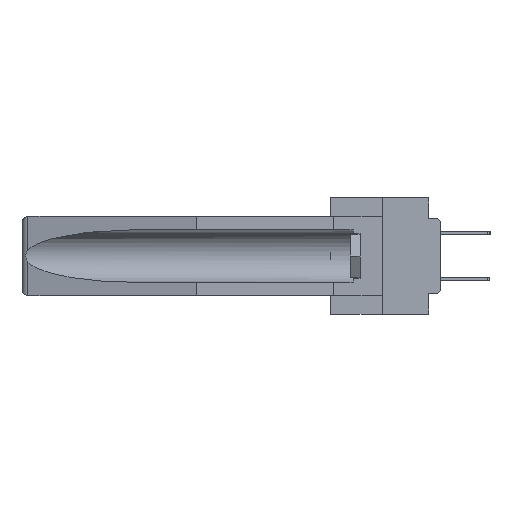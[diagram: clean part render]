
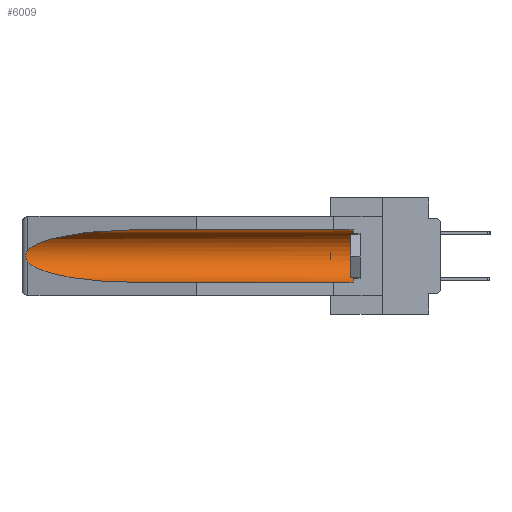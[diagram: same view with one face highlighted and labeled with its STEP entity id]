
A CAD part, left-side view. The second image highlights one B-rep face of the part: STEP entity #6009.
In plain terms, the highlighted cylindrical face has radius 2.857 mm (diameter 5.715 mm), a partial arc.
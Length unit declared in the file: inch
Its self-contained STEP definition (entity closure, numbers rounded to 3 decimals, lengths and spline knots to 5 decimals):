
#1161 = DIRECTION ( 'NONE',  ( 0., 0., 1. ) ) ;
#2099 = CARTESIAN_POINT ( 'NONE',  ( 0.155, 1.07973, -0.059 ) ) ;
#2271 = EDGE_CURVE ( 'NONE', #14000, #2987, #36157, .T. ) ;
#2407 = CARTESIAN_POINT ( 'NONE',  ( 0.155, 1.07973, -0.059 ) ) ;
#2987 = VERTEX_POINT ( 'NONE', #2407 ) ;
#3364 = CARTESIAN_POINT ( 'NONE',  ( 0.2673, 1.5327, -0.16383 ) ) ;
#3533 = CIRCLE ( 'NONE', #14911, 0.1125 ) ;
#3642 = CARTESIAN_POINT ( 'NONE',  ( 0.155, 0.126, -0.059 ) ) ;
#4845 = DIRECTION ( 'NONE',  ( 0., -1., 0. ) ) ;
#4856 = DIRECTION ( 'NONE',  ( 0., 1., 0. ) ) ;
#5166 = EDGE_CURVE ( 'NONE', #6474, #14000, #3533, .T. ) ;
#5290 = CARTESIAN_POINT ( 'NONE',  ( 0.21114, 1.30732, -0.284 ) ) ;
#6009 = ADVANCED_FACE ( 'NONE', ( #29784 ), #36512, .F. ) ;
#6474 = VERTEX_POINT ( 'NONE', #23689 ) ;
#9226 = CARTESIAN_POINT ( 'NONE',  ( 0.26537, 1.52718, -0.14972 ) ) ;
#9234 = CARTESIAN_POINT ( 'NONE',  ( 0.26537, 1.52718, -0.19328 ) ) ;
#10296 = EDGE_CURVE ( 'NONE', #2987, #38920, #13980, .T. ) ;
#12792 = CARTESIAN_POINT ( 'NONE',  ( 0.2673, 1.53269, -0.17917 ) ) ;
#13002 = CARTESIAN_POINT ( 'NONE',  ( 0.26597, 1.52961, -0.15275 ) ) ;
#13980 =( BOUNDED_CURVE ( )  B_SPLINE_CURVE ( 3, ( #2099, #14879, #30934, #37626 ),
 .UNSPECIFIED., .F., .F. ) 
 B_SPLINE_CURVE_WITH_KNOTS ( ( 4, 4 ),
 ( 4.71239, 6.08839 ),
 .UNSPECIFIED. ) 
 CURVE ( )  GEOMETRIC_REPRESENTATION_ITEM ( )  RATIONAL_B_SPLINE_CURVE ( ( 1., 0.848, 0.848, 1. ) ) 
 REPRESENTATION_ITEM ( '' )  );
#14000 = VERTEX_POINT ( 'NONE', #3642 ) ;
#14363 = DIRECTION ( 'NONE',  ( 0., 1., 0. ) ) ;
#14879 = CARTESIAN_POINT ( 'NONE',  ( 0.21114, 1.30732, -0.059 ) ) ;
#14911 = AXIS2_PLACEMENT_3D ( 'NONE', #21363, #4845, #23871 ) ;
#14914 = B_SPLINE_CURVE_WITH_KNOTS ( 'NONE', 3,
 ( #9226, #13002, #15930, #3364, #28846, #28041, #12792, #15333, #25307, #37476 ),
 .UNSPECIFIED., .F., .F.,
 ( 4, 2, 2, 2, 4 ),
 ( 0., 0.00029, 0.00058, 0.00087, 0.00117 ),
 .UNSPECIFIED. ) ;
#15333 = CARTESIAN_POINT ( 'NONE',  ( 0.26655, 1.53094, -0.18657 ) ) ;
#15930 = CARTESIAN_POINT ( 'NONE',  ( 0.26654, 1.53092, -0.15636 ) ) ;
#17544 = EDGE_CURVE ( 'NONE', #36163, #36838, #38484, .T. ) ;
#18453 = CARTESIAN_POINT ( 'NONE',  ( 0.155, 1.07973, -0.284 ) ) ;
#19138 = ORIENTED_EDGE ( 'NONE', *, *, #10296, .T. ) ;
#19191 = CARTESIAN_POINT ( 'NONE',  ( 0.155, 1.07973, -0.284 ) ) ;
#20623 = CARTESIAN_POINT ( 'NONE',  ( 0.155, -0.30754, -0.1715 ) ) ;
#21225 = CARTESIAN_POINT ( 'NONE',  ( 0.26537, 1.52718, -0.14972 ) ) ;
#21363 = CARTESIAN_POINT ( 'NONE',  ( 0.155, 0.126, -0.1715 ) ) ;
#23689 = CARTESIAN_POINT ( 'NONE',  ( 0.155, 0.126, -0.284 ) ) ;
#23871 = DIRECTION ( 'NONE',  ( 0., 0., 1. ) ) ;
#25307 = CARTESIAN_POINT ( 'NONE',  ( 0.26597, 1.5296, -0.19026 ) ) ;
#26367 = CARTESIAN_POINT ( 'NONE',  ( 0.26537, 1.52718, -0.19328 ) ) ;
#28041 = CARTESIAN_POINT ( 'NONE',  ( 0.2675, 1.53308, -0.17534 ) ) ;
#28359 = EDGE_LOOP ( 'NONE', ( #19138, #40955, #39891, #30705, #28956, #34546 ) ) ;
#28846 = CARTESIAN_POINT ( 'NONE',  ( 0.2675, 1.53308, -0.16763 ) ) ;
#28956 = ORIENTED_EDGE ( 'NONE', *, *, #5166, .T. ) ;
#29714 = LINE ( 'NONE', #36232, #40763 ) ;
#29784 = FACE_OUTER_BOUND ( 'NONE', #28359, .T. ) ;
#30576 = CARTESIAN_POINT ( 'NONE',  ( 0.25451, 1.48313, -0.24835 ) ) ;
#30705 = ORIENTED_EDGE ( 'NONE', *, *, #39905, .F. ) ;
#30934 = CARTESIAN_POINT ( 'NONE',  ( 0.25451, 1.48313, -0.09465 ) ) ;
#31667 = AXIS2_PLACEMENT_3D ( 'NONE', #20623, #14363, #1161 ) ;
#32027 = EDGE_CURVE ( 'NONE', #38920, #36163, #14914, .T. ) ;
#32945 = VECTOR ( 'NONE', #39069, 39.37008 ) ;
#34546 = ORIENTED_EDGE ( 'NONE', *, *, #2271, .T. ) ;
#36157 = LINE ( 'NONE', #39706, #32945 ) ;
#36163 = VERTEX_POINT ( 'NONE', #26367 ) ;
#36232 = CARTESIAN_POINT ( 'NONE',  ( 0.155, -0.30754, -0.284 ) ) ;
#36512 = CYLINDRICAL_SURFACE ( 'NONE', #31667, 0.1125 ) ;
#36838 = VERTEX_POINT ( 'NONE', #19191 ) ;
#37476 = CARTESIAN_POINT ( 'NONE',  ( 0.26537, 1.52718, -0.19328 ) ) ;
#37626 = CARTESIAN_POINT ( 'NONE',  ( 0.26537, 1.52718, -0.14972 ) ) ;
#38484 =( BOUNDED_CURVE ( )  B_SPLINE_CURVE ( 3, ( #9234, #30576, #5290, #18453 ),
 .UNSPECIFIED., .F., .F. ) 
 B_SPLINE_CURVE_WITH_KNOTS ( ( 4, 4 ),
 ( 0.1948, 1.5708 ),
 .UNSPECIFIED. ) 
 CURVE ( )  GEOMETRIC_REPRESENTATION_ITEM ( )  RATIONAL_B_SPLINE_CURVE ( ( 1., 0.848, 0.848, 1. ) ) 
 REPRESENTATION_ITEM ( '' )  );
#38920 = VERTEX_POINT ( 'NONE', #21225 ) ;
#39069 = DIRECTION ( 'NONE',  ( 0., 1., 0. ) ) ;
#39706 = CARTESIAN_POINT ( 'NONE',  ( 0.155, -0.30754, -0.059 ) ) ;
#39891 = ORIENTED_EDGE ( 'NONE', *, *, #17544, .T. ) ;
#39905 = EDGE_CURVE ( 'NONE', #6474, #36838, #29714, .T. ) ;
#40763 = VECTOR ( 'NONE', #4856, 39.37008 ) ;
#40955 = ORIENTED_EDGE ( 'NONE', *, *, #32027, .T. ) ;
